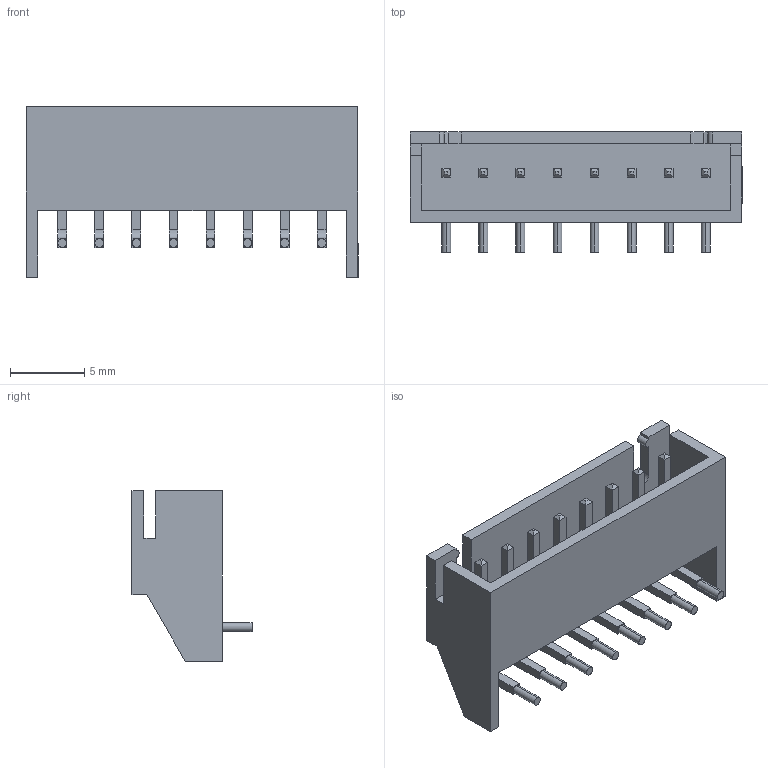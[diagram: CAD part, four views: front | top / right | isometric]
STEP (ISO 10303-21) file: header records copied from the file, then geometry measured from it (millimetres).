
FILE_DESCRIPTION (( 'STEP AP214' ), '1' );
FILE_NAME ('User Library-S XH-A.STEP', '2019-09-07T15:57:06', ( '' ), ( '' ), 'SwSTEP 2.0', 'SolidWorks 2019', '' );
FILE_SCHEMA (( 'AUTOMOTIVE_DESIGN' ));
Length unit declared in the file: millimetre
Products named in the file (1): User Library-S XH-A
Bounding box: 22.4 x 8.1 x 11.5 mm (x, y, z)
Volume: 427.6 mm3; surface area: 1298.9 mm2
Topology: 1 solids, 1 shells, 228 faces, 550 edges, 340 vertices
Faces by surface type: plane 192, cylinder 36
Entity records: 6989 total; most frequent: CARTESIAN_POINT 1119, ORIENTED_EDGE 1100, DIRECTION 1096, EDGE_CURVE 550, VECTOR 462, LINE 462, VERTEX_POINT 340, AXIS2_PLACEMENT_3D 317
